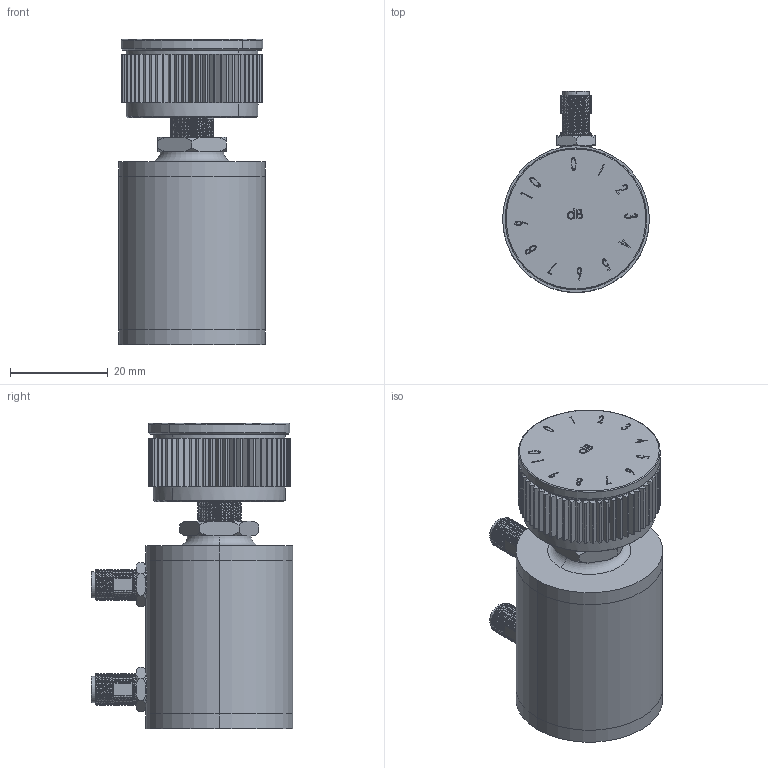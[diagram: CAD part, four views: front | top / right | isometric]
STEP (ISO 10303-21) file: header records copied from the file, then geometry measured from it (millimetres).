
FILE_DESCRIPTION (( 'STEP AP203' ), '1' );
FILE_NAME ('FMAT7439-10_3D.STEP', '2022-06-21T17:36:23', ( '' ), ( '' ), 'SwSTEP 2.0', 'SolidWorks 2021', '' );
FILE_SCHEMA (( 'CONFIG_CONTROL_DESIGN' ));
Length unit declared in the file: millimetre
Products named in the file (6): RSA_KNOB_MA5; RSA_NUT_MA4; FMAT7439-10_3D; RSA-NUT2_MA2; RSA_SMAF_S_MA6; RSA_BODY_1_MA4
Assembly tree (7 placements, depth 2):
  FMAT7439-10_3D
    RSA_BODY_1_MA4
    RSA_NUT_MA4
    RSA-NUT2_MA2  x2
    RSA_KNOB_MA5
    RSA_SMAF_S_MA6  x2
Bounding box: 30 x 41.15 x 62.4 mm (x, y, z)
Volume: 37889.3 mm3; surface area: 13843.5 mm2
Topology: 10 solids, 10 shells, 1007 faces, 2601 edges, 1642 vertices
Faces by surface type: plane 393, cylinder 304, bspline 266, cone 40, torus 4
Entity records: 94519 total; most frequent: CARTESIAN_POINT 77038, ORIENTED_EDGE 4008, DIRECTION 2836, EDGE_CURVE 2004, VERTEX_POINT 1247, VECTOR 954, LINE 954, AXIS2_PLACEMENT_3D 941
